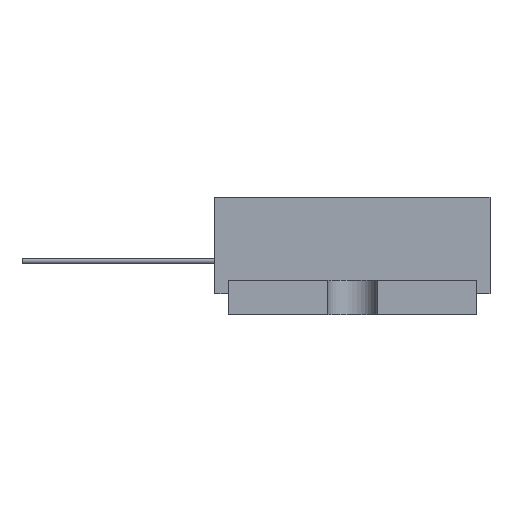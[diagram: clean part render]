
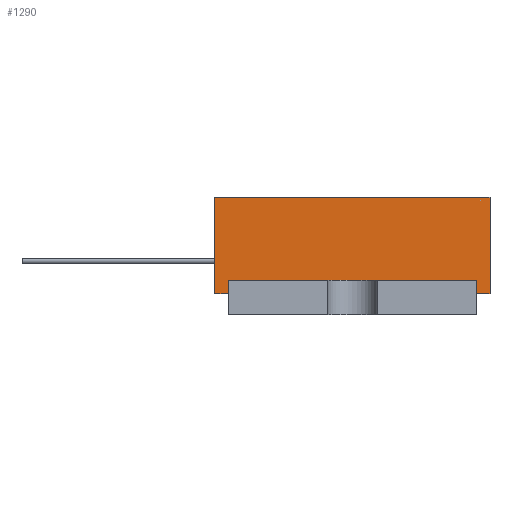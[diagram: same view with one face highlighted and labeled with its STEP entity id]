
A CAD part, left-side view. The second image highlights one B-rep face of the part: STEP entity #1290.
In plain terms, the highlighted planar face has unit normal (-1, 0, 0).
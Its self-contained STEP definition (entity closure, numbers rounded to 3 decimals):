
#1290=ADVANCED_FACE('',(#2535),#2537,.T.);
#2535=FACE_BOUND('',#2536,.T.);
#2536=EDGE_LOOP('',(#3654,#3655,#3656,#3657,#3658,#3659,#3660,#3661));
#2537=PLANE('',#2538);
#2538=AXIS2_PLACEMENT_3D('',#2539,#2540,#2541);
#2539=CARTESIAN_POINT('',(-27.5,10.,1.5));
#2540=DIRECTION('',(-1.,0.,0.));
#2541=DIRECTION('',(0.,-1.,0.));
#3654=ORIENTED_EDGE('',*,*,#4309,.T.);
#3655=ORIENTED_EDGE('',*,*,#4310,.T.);
#3656=ORIENTED_EDGE('',*,*,#4311,.T.);
#3657=ORIENTED_EDGE('',*,*,#4312,.T.);
#3658=ORIENTED_EDGE('',*,*,#3906,.F.);
#3659=ORIENTED_EDGE('',*,*,#4313,.F.);
#3660=ORIENTED_EDGE('',*,*,#4314,.T.);
#3661=ORIENTED_EDGE('',*,*,#4315,.T.);
#3906=EDGE_CURVE('',#4377,#4378,#4379,.T.);
#4309=EDGE_CURVE('',#5048,#5049,#5050,.T.);
#4310=EDGE_CURVE('',#5049,#5051,#5052,.T.);
#4311=EDGE_CURVE('',#5051,#5053,#5054,.T.);
#4312=EDGE_CURVE('',#5053,#4378,#5055,.T.);
#4313=EDGE_CURVE('',#5056,#4377,#5057,.T.);
#4314=EDGE_CURVE('',#5056,#5058,#5059,.T.);
#4315=EDGE_CURVE('',#5058,#5048,#5060,.T.);
#4377=VERTEX_POINT('',#5168);
#4378=VERTEX_POINT('',#5169);
#4379=LINE('',#5170,#5171);
#5048=VERTEX_POINT('',#6675);
#5049=VERTEX_POINT('',#6676);
#5050=LINE('',#6677,#6678);
#5051=VERTEX_POINT('',#6680);
#5052=LINE('',#6681,#6682);
#5053=VERTEX_POINT('',#6684);
#5054=LINE('',#6685,#6686);
#5055=LINE('',#6688,#6689);
#5056=VERTEX_POINT('',#6691);
#5057=LINE('',#6692,#6693);
#5058=VERTEX_POINT('',#6695);
#5059=LINE('',#6696,#6697);
#5060=LINE('',#6699,#6700);
#5168=CARTESIAN_POINT('',(-27.5,10.,8.5));
#5169=CARTESIAN_POINT('',(-27.5,-10.,8.5));
#5170=CARTESIAN_POINT('',(-27.5,10.,8.5));
#5171=VECTOR('',#5172,1.);
#5172=DIRECTION('',(0.,-1.,0.));
#6675=CARTESIAN_POINT('',(-27.5,9.,2.5));
#6676=CARTESIAN_POINT('',(-27.5,-9.,2.5));
#6677=CARTESIAN_POINT('',(-27.5,9.,2.5));
#6678=VECTOR('',#6679,1.);
#6679=DIRECTION('',(0.,-1.,0.));
#6680=CARTESIAN_POINT('',(-27.5,-9.,1.5));
#6681=CARTESIAN_POINT('',(-27.5,-9.,2.5));
#6682=VECTOR('',#6683,1.);
#6683=DIRECTION('',(0.,0.,-1.));
#6684=CARTESIAN_POINT('',(-27.5,-10.,1.5));
#6685=CARTESIAN_POINT('',(-27.5,-9.,1.5));
#6686=VECTOR('',#6687,1.);
#6687=DIRECTION('',(0.,-1.,0.));
#6688=CARTESIAN_POINT('',(-27.5,-10.,1.5));
#6689=VECTOR('',#6690,1.);
#6690=DIRECTION('',(0.,0.,1.));
#6691=CARTESIAN_POINT('',(-27.5,10.,1.5));
#6692=CARTESIAN_POINT('',(-27.5,10.,1.5));
#6693=VECTOR('',#6694,1.);
#6694=DIRECTION('',(0.,0.,1.));
#6695=CARTESIAN_POINT('',(-27.5,9.,1.5));
#6696=CARTESIAN_POINT('',(-27.5,10.,1.5));
#6697=VECTOR('',#6698,1.);
#6698=DIRECTION('',(0.,-1.,0.));
#6699=CARTESIAN_POINT('',(-27.5,9.,1.5));
#6700=VECTOR('',#6701,1.);
#6701=DIRECTION('',(0.,0.,1.));
